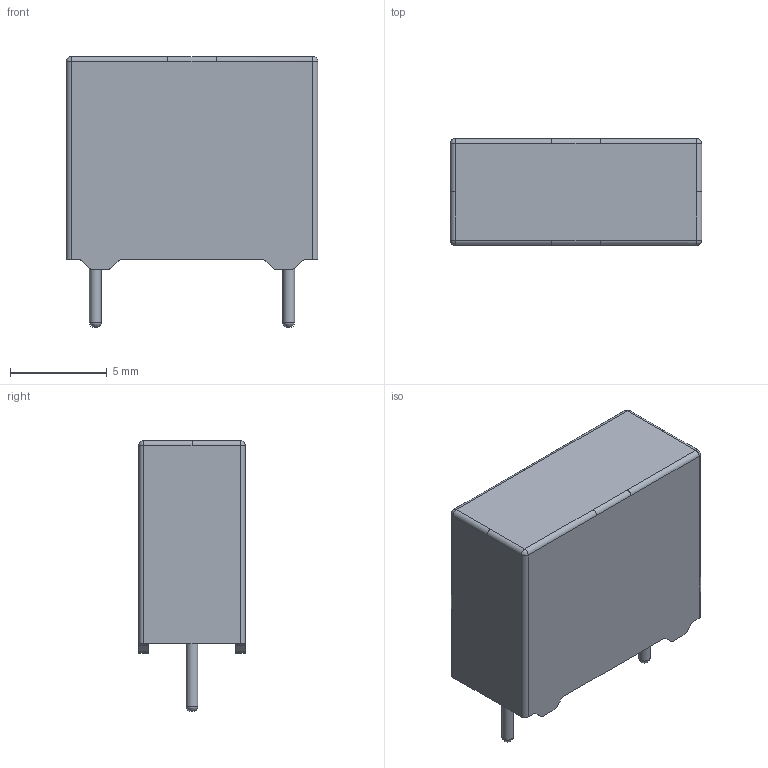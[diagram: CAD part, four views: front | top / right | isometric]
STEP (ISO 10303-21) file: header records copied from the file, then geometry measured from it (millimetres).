
FILE_DESCRIPTION(/* description */ (''),/* implementation_level */ '2;1');
FILE_NAME(/* name */ 'Film Capacitors L13xW5,5xH11mm',/* time_stamp */ '2019-12-27T11:24:46+01:00',/* author */ (''),/* organization */ (''),/* preprocessor_version */ 'ST-DEVELOPER v16.5',/* originating_system */ '',/* authorisation */ '');
FILE_SCHEMA (('AUTOMOTIVE_DESIGN'));
Length unit declared in the file: millimetre
Products named in the file (1): Document
Bounding box: 13 x 5.5 x 14 mm (x, y, z)
Volume: 213.2 mm3; surface area: 929.2 mm2
Topology: 1 solids, 4 shells, 85 faces, 224 edges, 144 vertices
Faces by surface type: bspline 56, plane 29
Entity records: 2670 total; most frequent: CARTESIAN_POINT 1324, ORIENTED_EDGE 436, EDGE_CURVE 224, VERTEX_POINT 144, B_SPLINE_CURVE_WITH_KNOTS 124, EDGE_LOOP 87, ADVANCED_FACE 85, FACE_OUTER_BOUND 85
